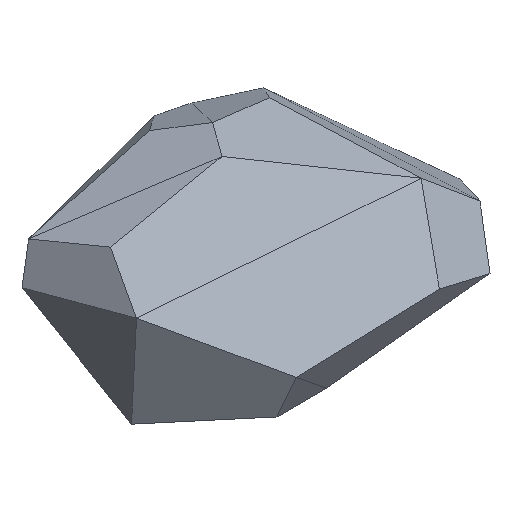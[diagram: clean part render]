
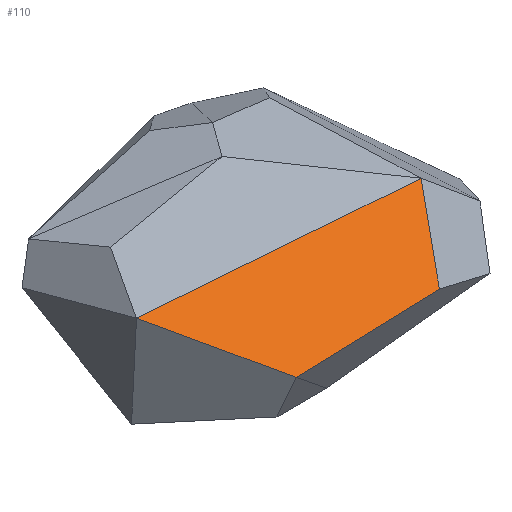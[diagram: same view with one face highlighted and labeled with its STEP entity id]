
A CAD part, isometric view. The second image highlights one B-rep face of the part: STEP entity #110.
In plain terms, the highlighted planar face has unit normal (-0.046, -0.683, 0.729).
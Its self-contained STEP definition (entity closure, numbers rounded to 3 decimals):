
#3 = LINE ( 'NONE', #111, #191 ) ;
#23 = EDGE_CURVE ( 'NONE', #285, #224, #3, .T. ) ;
#29 = VECTOR ( 'NONE', #266, 1000. ) ;
#46 = ORIENTED_EDGE ( 'NONE', *, *, #438, .T. ) ;
#56 = AXIS2_PLACEMENT_3D ( 'NONE', #176, #404, #451 ) ;
#80 = VERTEX_POINT ( 'NONE', #534 ) ;
#84 = PLANE ( 'NONE',  #56 ) ;
#93 = CARTESIAN_POINT ( 'NONE',  ( -18.823, -18.455, 8.38 ) ) ;
#102 = CARTESIAN_POINT ( 'NONE',  ( -8.384, -3.816, 22.75 ) ) ;
#110 = ADVANCED_FACE ( 'NONE', ( #426 ), #84, .T. ) ;
#111 = CARTESIAN_POINT ( 'NONE',  ( -29.549, -9.963, 15.666 ) ) ;
#142 = VECTOR ( 'NONE', #564, 1000. ) ;
#167 = LINE ( 'NONE', #327, #521 ) ;
#176 = CARTESIAN_POINT ( 'NONE',  ( -18.823, -18.455, 8.38 ) ) ;
#184 = EDGE_CURVE ( 'NONE', #80, #516, #275, .T. ) ;
#191 = VECTOR ( 'NONE', #343, 1000. ) ;
#217 = LINE ( 'NONE', #102, #142 ) ;
#224 = VERTEX_POINT ( 'NONE', #93 ) ;
#252 = CARTESIAN_POINT ( 'NONE',  ( 23.508, -6.162, 22.549 ) ) ;
#266 = DIRECTION ( 'NONE',  ( 0.424, 0.647, 0.633 ) ) ;
#275 = LINE ( 'NONE', #494, #29 ) ;
#285 = VERTEX_POINT ( 'NONE', #411 ) ;
#300 = ORIENTED_EDGE ( 'NONE', *, *, #184, .T. ) ;
#319 = ORIENTED_EDGE ( 'NONE', *, *, #418, .F. ) ;
#327 = CARTESIAN_POINT ( 'NONE',  ( -1.845, -18.699, 9.214 ) ) ;
#330 = EDGE_LOOP ( 'NONE', ( #46, #300, #319, #582 ) ) ;
#332 = DIRECTION ( 'NONE',  ( 0.999, -0.014, 0.049 ) ) ;
#343 = DIRECTION ( 'NONE',  ( 0.692, -0.548, -0.47 ) ) ;
#404 = DIRECTION ( 'NONE',  ( -0.046, -0.683, 0.729 ) ) ;
#411 = CARTESIAN_POINT ( 'NONE',  ( -40.275, -1.471, 22.951 ) ) ;
#418 = EDGE_CURVE ( 'NONE', #285, #516, #217, .T. ) ;
#426 = FACE_OUTER_BOUND ( 'NONE', #330, .T. ) ;
#438 = EDGE_CURVE ( 'NONE', #224, #80, #167, .T. ) ;
#451 = DIRECTION ( 'NONE',  ( 0.999, -0.014, 0.049 ) ) ;
#494 = CARTESIAN_POINT ( 'NONE',  ( 19.32, -12.553, 16.299 ) ) ;
#516 = VERTEX_POINT ( 'NONE', #252 ) ;
#521 = VECTOR ( 'NONE', #332, 1000. ) ;
#534 = CARTESIAN_POINT ( 'NONE',  ( 15.133, -18.944, 10.048 ) ) ;
#564 = DIRECTION ( 'NONE',  ( 0.997, -0.073, -0.006 ) ) ;
#582 = ORIENTED_EDGE ( 'NONE', *, *, #23, .T. ) ;
